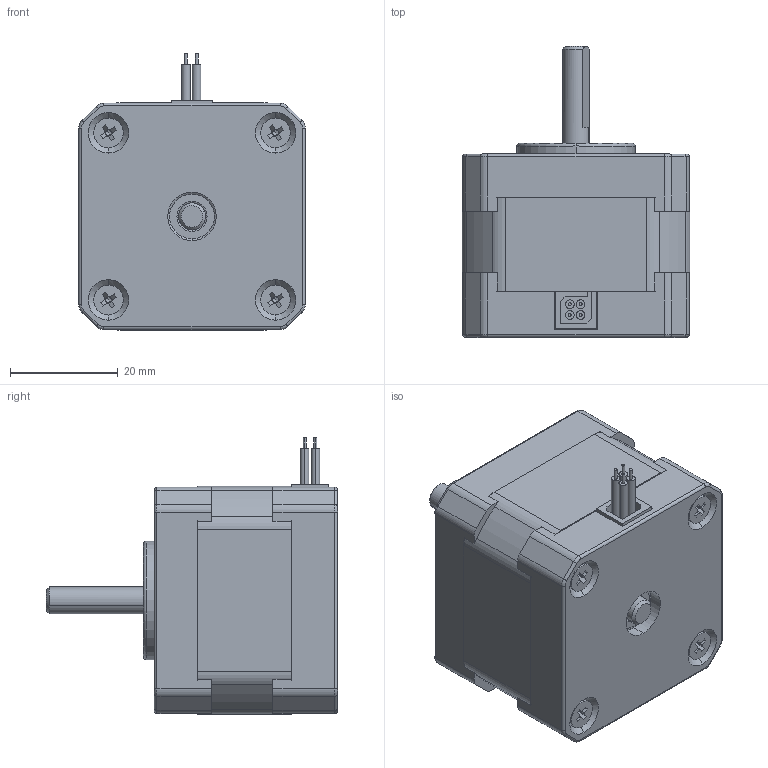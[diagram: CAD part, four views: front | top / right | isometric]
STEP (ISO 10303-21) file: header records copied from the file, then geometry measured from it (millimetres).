
FILE_DESCRIPTION (( 'STEP AP203' ), '1' );
FILE_NAME ('17HS13-0404S.STEP', '2017-03-06T10:17:15', ( 'Admin' ), ( '' ), 'SwSTEP 2.0', 'SolidWorks 2013', '' );
FILE_SCHEMA (( 'CONFIG_CONTROL_DESIGN' ));
Length unit declared in the file: millimetre
Products named in the file (1): 17HS13-0404S
Bounding box: 42.3 x 54 x 51.35 mm (x, y, z)
Volume: 45515.1 mm3; surface area: 22489.8 mm2
Topology: 11 solids, 11 shells, 439 faces, 1020 edges, 616 vertices
Faces by surface type: plane 165, cylinder 150, cone 72, torus 52
Entity records: 12573 total; most frequent: DIRECTION 2328, CARTESIAN_POINT 2236, ORIENTED_EDGE 2024, EDGE_CURVE 1012, AXIS2_PLACEMENT_3D 930, VERTEX_POINT 616, EDGE_LOOP 494, CIRCLE 490
